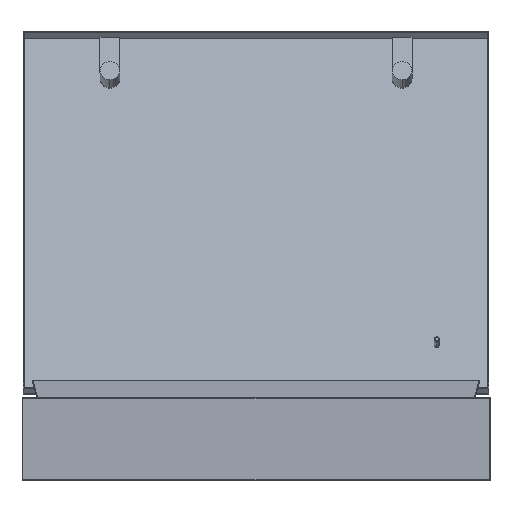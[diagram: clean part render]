
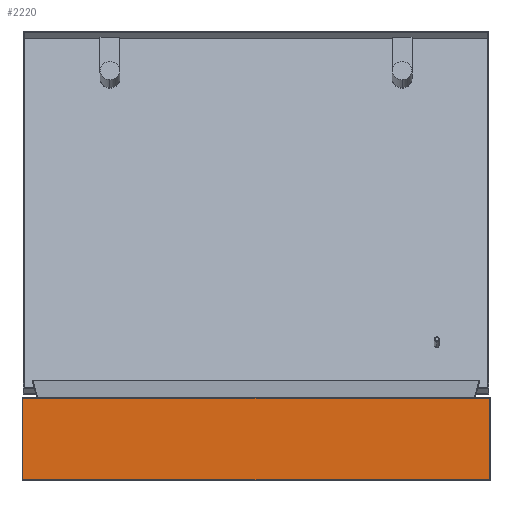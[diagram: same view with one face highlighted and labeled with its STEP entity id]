
A CAD part, left-side view. The second image highlights one B-rep face of the part: STEP entity #2220.
In plain terms, the highlighted planar face has unit normal (-1, 0, 0).
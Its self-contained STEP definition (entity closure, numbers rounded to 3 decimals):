
#166 = CARTESIAN_POINT ( 'NONE',  ( -220., 270., -96. ) ) ;
#642 = FACE_OUTER_BOUND ( 'NONE', #9676, .T. ) ;
#710 = EDGE_CURVE ( 'NONE', #6041, #7608, #10599, .T. ) ;
#770 = CARTESIAN_POINT ( 'NONE',  ( -220., -270., -96. ) ) ;
#882 = CARTESIAN_POINT ( 'NONE',  ( -220., 270., 0. ) ) ;
#1183 = ORIENTED_EDGE ( 'NONE', *, *, #710, .T. ) ;
#1511 = DIRECTION ( 'NONE',  ( 0., 0., 1. ) ) ;
#1793 = DIRECTION ( 'NONE',  ( 0., -1., 0. ) ) ;
#2220 = ADVANCED_FACE ( 'NONE', ( #642 ), #8064, .F. ) ;
#2249 = CARTESIAN_POINT ( 'NONE',  ( -220., 270., -96. ) ) ;
#2546 = EDGE_CURVE ( 'NONE', #7608, #6462, #5695, .T. ) ;
#3373 = EDGE_CURVE ( 'NONE', #3434, #6462, #6710, .T. ) ;
#3434 = VERTEX_POINT ( 'NONE', #4550 ) ;
#3668 = VECTOR ( 'NONE', #1511, 1000. ) ;
#4299 = LINE ( 'NONE', #166, #9453 ) ;
#4447 = EDGE_CURVE ( 'NONE', #6041, #3434, #4299, .T. ) ;
#4550 = CARTESIAN_POINT ( 'NONE',  ( -220., 270., 0. ) ) ;
#4717 = CARTESIAN_POINT ( 'NONE',  ( -220., -270., 0. ) ) ;
#5273 = ORIENTED_EDGE ( 'NONE', *, *, #3373, .F. ) ;
#5555 = DIRECTION ( 'NONE',  ( 1., 0., 0. ) ) ;
#5695 = LINE ( 'NONE', #770, #3668 ) ;
#6041 = VERTEX_POINT ( 'NONE', #9085 ) ;
#6462 = VERTEX_POINT ( 'NONE', #4717 ) ;
#6710 = LINE ( 'NONE', #882, #10914 ) ;
#7179 = AXIS2_PLACEMENT_3D ( 'NONE', #2249, #5555, #10544 ) ;
#7608 = VERTEX_POINT ( 'NONE', #8652 ) ;
#8064 = PLANE ( 'NONE',  #7179 ) ;
#8172 = ORIENTED_EDGE ( 'NONE', *, *, #4447, .F. ) ;
#8652 = CARTESIAN_POINT ( 'NONE',  ( -220., -270., -96. ) ) ;
#9085 = CARTESIAN_POINT ( 'NONE',  ( -220., 270., -96. ) ) ;
#9225 = DIRECTION ( 'NONE',  ( 0., -1., 0. ) ) ;
#9317 = ORIENTED_EDGE ( 'NONE', *, *, #2546, .T. ) ;
#9453 = VECTOR ( 'NONE', #9549, 1000. ) ;
#9549 = DIRECTION ( 'NONE',  ( 0., 0., 1. ) ) ;
#9676 = EDGE_LOOP ( 'NONE', ( #9317, #5273, #8172, #1183 ) ) ;
#9944 = VECTOR ( 'NONE', #9225, 1000. ) ;
#9985 = CARTESIAN_POINT ( 'NONE',  ( -220., 270., -96. ) ) ;
#10544 = DIRECTION ( 'NONE',  ( 0., 0., -1. ) ) ;
#10599 = LINE ( 'NONE', #9985, #9944 ) ;
#10914 = VECTOR ( 'NONE', #1793, 1000. ) ;
